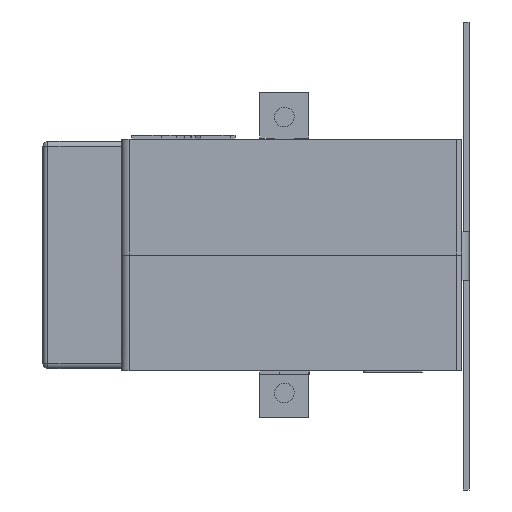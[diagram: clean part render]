
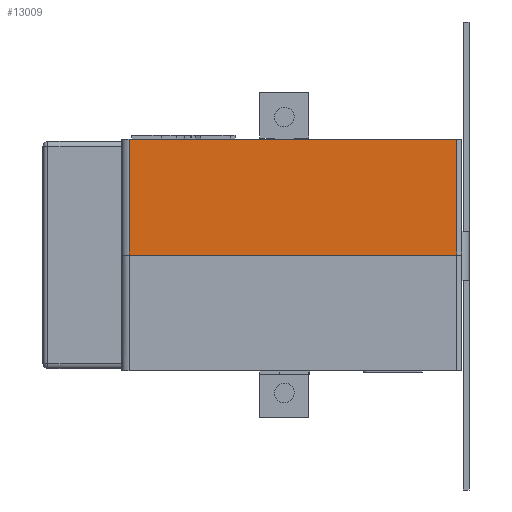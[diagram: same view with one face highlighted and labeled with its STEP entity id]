
A CAD part, left-side view. The second image highlights one B-rep face of the part: STEP entity #13009.
In plain terms, the highlighted face is planar.
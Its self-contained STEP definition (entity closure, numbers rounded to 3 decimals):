
#541 = VERTEX_POINT ( 'NONE', #27313 ) ;
#984 = VERTEX_POINT ( 'NONE', #24596 ) ;
#1116 = CARTESIAN_POINT ( 'NONE',  ( 36., 31.5, -23.5 ) ) ;
#1624 = ORIENTED_EDGE ( 'NONE', *, *, #27262, .T. ) ;
#3523 = CARTESIAN_POINT ( 'NONE',  ( 36., -35., 0. ) ) ;
#3946 = ORIENTED_EDGE ( 'NONE', *, *, #16727, .F. ) ;
#3951 = FACE_OUTER_BOUND ( 'NONE', #8445, .T. ) ;
#8445 = EDGE_LOOP ( 'NONE', ( #22516, #3946, #1624, #21388 ) ) ;
#8907 = VECTOR ( 'NONE', #13626, 1000. ) ;
#9670 = CARTESIAN_POINT ( 'NONE',  ( 36., -35., -23.5 ) ) ;
#10111 = PLANE ( 'NONE',  #27455 ) ;
#10981 = LINE ( 'NONE', #13450, #8907 ) ;
#11581 = LINE ( 'NONE', #17414, #21141 ) ;
#13009 = ADVANCED_FACE ( 'NONE', ( #3951 ), #10111, .T. ) ;
#13450 = CARTESIAN_POINT ( 'NONE',  ( 36., 31.5, -23.5 ) ) ;
#13619 = DIRECTION ( 'NONE',  ( 0., 1., 0. ) ) ;
#13626 = DIRECTION ( 'NONE',  ( 0., 0., 1. ) ) ;
#14596 = DIRECTION ( 'NONE',  ( 0., 0., 1. ) ) ;
#14866 = CARTESIAN_POINT ( 'NONE',  ( 36., -35., -23.5 ) ) ;
#16727 = EDGE_CURVE ( 'NONE', #541, #22554, #17920, .T. ) ;
#17169 = DIRECTION ( 'NONE',  ( 1., 0., 0. ) ) ;
#17244 = CARTESIAN_POINT ( 'NONE',  ( 36., -35., -23.5 ) ) ;
#17320 = DIRECTION ( 'NONE',  ( 0., 1., 0. ) ) ;
#17414 = CARTESIAN_POINT ( 'NONE',  ( 36., -35., 0. ) ) ;
#17920 = LINE ( 'NONE', #14866, #23925 ) ;
#20058 = EDGE_CURVE ( 'NONE', #22554, #984, #11581, .T. ) ;
#21141 = VECTOR ( 'NONE', #17320, 1000. ) ;
#21388 = ORIENTED_EDGE ( 'NONE', *, *, #26869, .T. ) ;
#22516 = ORIENTED_EDGE ( 'NONE', *, *, #20058, .F. ) ;
#22554 = VERTEX_POINT ( 'NONE', #3523 ) ;
#23767 = LINE ( 'NONE', #17244, #23845 ) ;
#23845 = VECTOR ( 'NONE', #13619, 1000. ) ;
#23925 = VECTOR ( 'NONE', #14596, 1000. ) ;
#24596 = CARTESIAN_POINT ( 'NONE',  ( 36., 31.5, 0. ) ) ;
#25232 = VERTEX_POINT ( 'NONE', #1116 ) ;
#26552 = DIRECTION ( 'NONE',  ( 0., 1., 0. ) ) ;
#26869 = EDGE_CURVE ( 'NONE', #25232, #984, #10981, .T. ) ;
#27262 = EDGE_CURVE ( 'NONE', #541, #25232, #23767, .T. ) ;
#27313 = CARTESIAN_POINT ( 'NONE',  ( 36., -35., -23.5 ) ) ;
#27455 = AXIS2_PLACEMENT_3D ( 'NONE', #9670, #17169, #26552 ) ;
